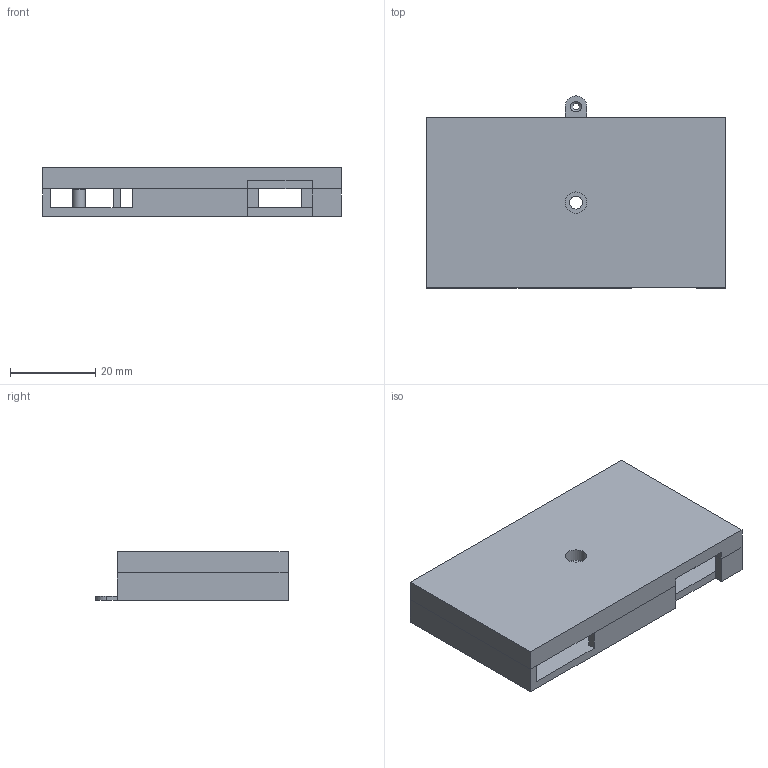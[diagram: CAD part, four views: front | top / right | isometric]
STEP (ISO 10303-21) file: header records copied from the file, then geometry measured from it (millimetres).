
FILE_DESCRIPTION(/* description */ (''),/* implementation_level */ '2;1');
FILE_NAME(/* name */ 'ESP3286 Case v16.step',/* time_stamp */ '2022-12-28T02:22:38+01:00',/* author */ (''),/* organization */ (''),/* preprocessor_version */ 'ST-DEVELOPER v19.2',/* originating_system */ 'Autodesk Translation Framework v11.17.0.187',/* authorisation */ '');
FILE_SCHEMA (('AUTOMOTIVE_DESIGN { 1 0 10303 214 3 1 1 }'));
Length unit declared in the file: millimetre
Products named in the file (3): ESP3286 Case; Rückseite; Deckel
Assembly tree (2 placements, depth 2):
  ESP3286 Case
    Rückseite
    Deckel
Bounding box: 70 x 45 x 11.46 mm (x, y, z)
Volume: 22411.3 mm3; surface area: 14771.5 mm2
Topology: 2 solids, 2 shells, 69 faces, 178 edges, 118 vertices
Faces by surface type: plane 60, cylinder 8, cone 1
Full cylindrical faces by diameter (mm): 1.5 x1, 1.9 x2, 3 x3, 5 x1
Entity records: 2170 total; most frequent: CARTESIAN_POINT 370, ORIENTED_EDGE 356, DIRECTION 343, EDGE_CURVE 178, LINE 161, VECTOR 161, VERTEX_POINT 118, AXIS2_PLACEMENT_3D 91
